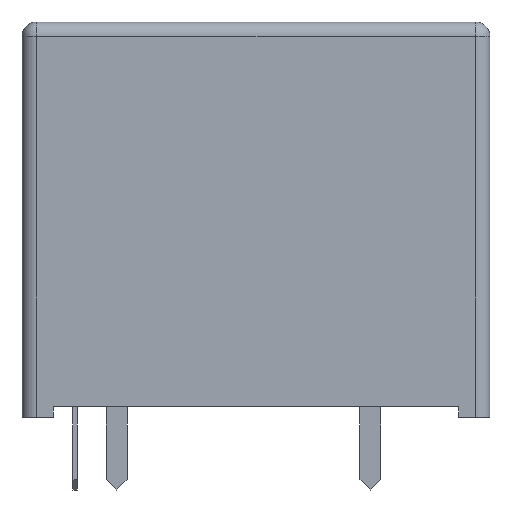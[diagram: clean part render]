
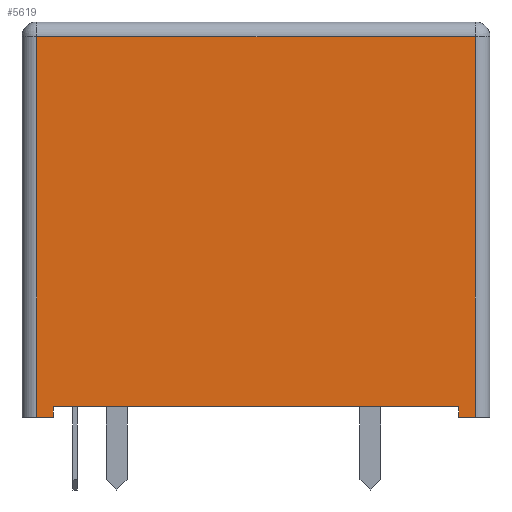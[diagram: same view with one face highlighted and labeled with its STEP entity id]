
A CAD part, front view. The second image highlights one B-rep face of the part: STEP entity #5619.
In plain terms, the highlighted planar face has unit normal (0, -1, 0).
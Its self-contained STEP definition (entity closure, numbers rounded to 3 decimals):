
#422=PLANE('',#5988);
#616=LINE('',#7297,#1223);
#619=LINE('',#7311,#1226);
#631=LINE('',#7349,#1238);
#653=LINE('',#7395,#1260);
#654=LINE('',#7397,#1261);
#660=LINE('',#7410,#1267);
#665=LINE('',#7418,#1272);
#671=LINE('',#7430,#1278);
#1223=VECTOR('',#6202,18.3);
#1226=VECTOR('',#6217,18.3);
#1238=VECTOR('',#6261,21.1);
#1260=VECTOR('',#6297,0.5);
#1261=VECTOR('',#6300,0.8);
#1267=VECTOR('',#6312,0.5);
#1272=VECTOR('',#6321,0.8);
#1278=VECTOR('',#6335,19.5);
#1866=FACE_OUTER_BOUND('',#2195,.T.);
#2195=EDGE_LOOP('',(#4037,#4038,#4039,#4040,#4041,#4042,#4043,#4044));
#2524=VERTEX_POINT('',#7290);
#2526=VERTEX_POINT('',#7295);
#2527=VERTEX_POINT('',#7300);
#2530=VERTEX_POINT('',#7307);
#2557=VERTEX_POINT('',#7391);
#2558=VERTEX_POINT('',#7393);
#2560=VERTEX_POINT('',#7406);
#2562=VERTEX_POINT('',#7409);
#3080=EDGE_CURVE('',#2526,#2524,#616,.T.);
#3087=EDGE_CURVE('',#2527,#2530,#619,.T.);
#3107=EDGE_CURVE('',#2524,#2527,#631,.T.);
#3129=EDGE_CURVE('',#2557,#2558,#653,.T.);
#3130=EDGE_CURVE('',#2530,#2558,#654,.T.);
#3136=EDGE_CURVE('',#2560,#2562,#660,.T.);
#3141=EDGE_CURVE('',#2562,#2526,#665,.T.);
#3147=EDGE_CURVE('',#2560,#2557,#671,.T.);
#4037=ORIENTED_EDGE('',*,*,#3080,.F.);
#4038=ORIENTED_EDGE('',*,*,#3141,.F.);
#4039=ORIENTED_EDGE('',*,*,#3136,.F.);
#4040=ORIENTED_EDGE('',*,*,#3147,.T.);
#4041=ORIENTED_EDGE('',*,*,#3129,.T.);
#4042=ORIENTED_EDGE('',*,*,#3130,.F.);
#4043=ORIENTED_EDGE('',*,*,#3087,.F.);
#4044=ORIENTED_EDGE('',*,*,#3107,.F.);
#5619=ADVANCED_FACE('',(#1866),#422,.T.);
#5988=AXIS2_PLACEMENT_3D('',#7429,#6333,#6334);
#6202=DIRECTION('',(0.,0.,1.));
#6217=DIRECTION('',(0.,0.,-1.));
#6261=DIRECTION('',(1.,0.,0.));
#6297=DIRECTION('',(0.,0.,-1.));
#6300=DIRECTION('',(-1.,0.,0.));
#6312=DIRECTION('',(0.,0.,-1.));
#6321=DIRECTION('',(-1.,0.,0.));
#6333=DIRECTION('center_axis',(0.,-1.,0.));
#6334=DIRECTION('ref_axis',(1.,0.,0.));
#6335=DIRECTION('',(1.,0.,0.));
#7290=CARTESIAN_POINT('',(-10.55,-8.25,17.8));
#7295=CARTESIAN_POINT('',(-10.55,-8.25,-0.5));
#7297=CARTESIAN_POINT('',(-10.55,-8.25,0.));
#7300=CARTESIAN_POINT('',(10.55,-8.25,17.8));
#7307=CARTESIAN_POINT('',(10.55,-8.25,-0.5));
#7311=CARTESIAN_POINT('',(10.55,-8.25,0.));
#7349=CARTESIAN_POINT('',(-5.625,-8.25,17.8));
#7391=CARTESIAN_POINT('',(9.75,-8.25,0.));
#7393=CARTESIAN_POINT('',(9.75,-8.25,-0.5));
#7395=CARTESIAN_POINT('',(9.75,-8.25,0.));
#7397=CARTESIAN_POINT('',(11.25,-8.25,-0.5));
#7406=CARTESIAN_POINT('',(-9.75,-8.25,0.));
#7409=CARTESIAN_POINT('',(-9.75,-8.25,-0.5));
#7410=CARTESIAN_POINT('',(-9.75,-8.25,0.));
#7418=CARTESIAN_POINT('',(-11.25,-8.25,-0.5));
#7429=CARTESIAN_POINT('Origin',(-11.25,-8.25,0.));
#7430=CARTESIAN_POINT('',(-11.25,-8.25,0.));
